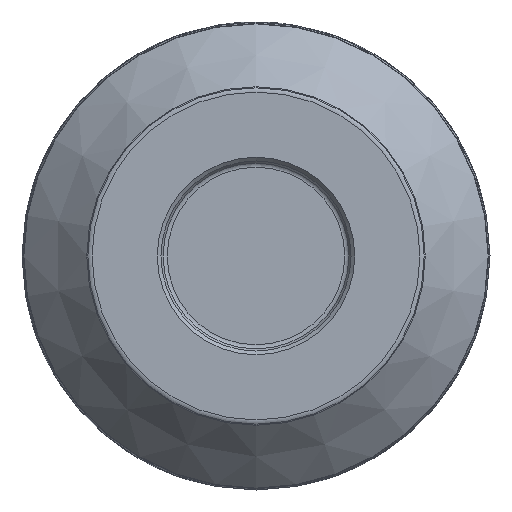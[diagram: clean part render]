
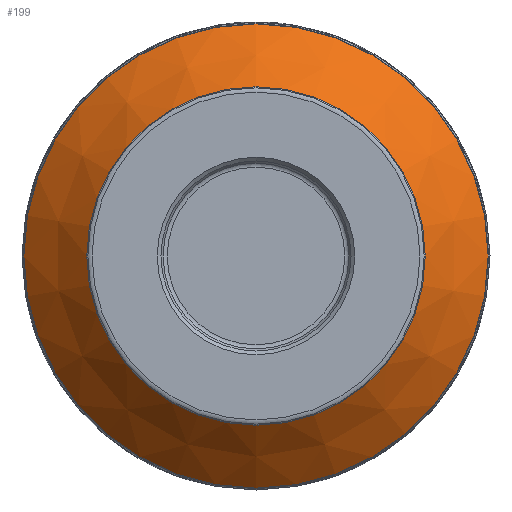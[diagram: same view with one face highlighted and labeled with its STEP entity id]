
A CAD part, left-side view. The second image highlights one B-rep face of the part: STEP entity #199.
In plain terms, the highlighted conical face has half-angle 45 degrees and reference radius 22.781 mm.
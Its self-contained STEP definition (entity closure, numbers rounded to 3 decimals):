
#109=CONICAL_SURFACE('',#804,22.781,45.);
#199=ADVANCED_FACE('',(#291,#292),#109,.T.);
#291=FACE_BOUND('',#373,.T.);
#292=FACE_BOUND('',#374,.T.);
#373=EDGE_LOOP('',(#535));
#374=EDGE_LOOP('',(#536));
#535=ORIENTED_EDGE('',*,*,#690,.T.);
#536=ORIENTED_EDGE('',*,*,#689,.F.);
#608=VERTEX_POINT('',#1994);
#609=VERTEX_POINT('',#1997);
#689=EDGE_CURVE('',#608,#608,#715,.T.);
#690=EDGE_CURVE('',#609,#609,#716,.T.);
#715=CIRCLE('',#801,22.781);
#716=CIRCLE('',#803,31.244);
#801=AXIS2_PLACEMENT_3D('',#1993,#982,#983);
#803=AXIS2_PLACEMENT_3D('',#1996,#986,#987);
#804=AXIS2_PLACEMENT_3D('',#1998,#988,#989);
#982=DIRECTION('',(-1.,0.,0.));
#983=DIRECTION('',(0.,0.,-1.));
#986=DIRECTION('',(-1.,0.,0.));
#987=DIRECTION('',(0.,0.,-1.));
#988=DIRECTION('',(1.,0.,0.));
#989=DIRECTION('',(0.,0.,-1.));
#1993=CARTESIAN_POINT('',(0.281,0.,0.));
#1994=CARTESIAN_POINT('',(0.281,0.,-22.781));
#1996=CARTESIAN_POINT('',(8.744,0.,0.));
#1997=CARTESIAN_POINT('',(8.744,0.,-31.244));
#1998=CARTESIAN_POINT('',(0.281,0.,0.));
